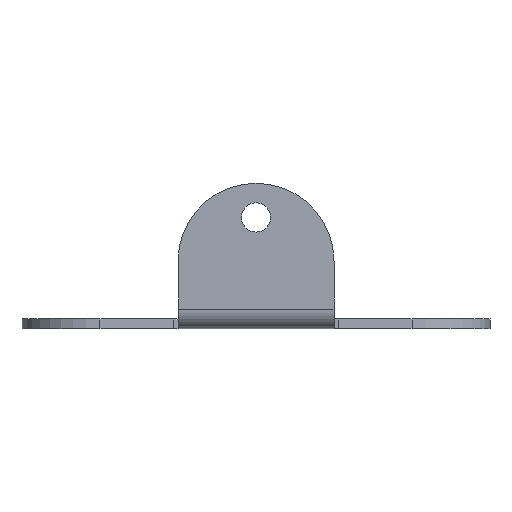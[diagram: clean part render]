
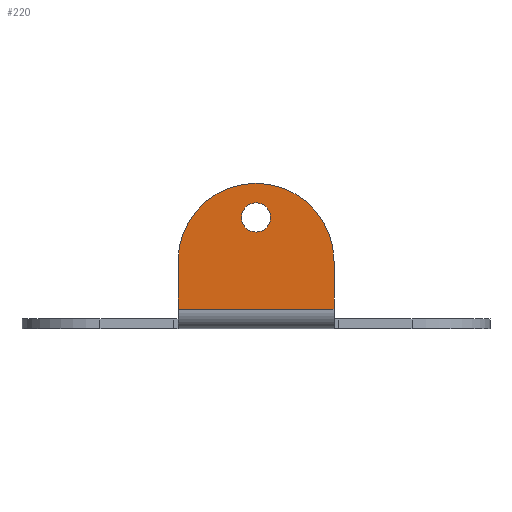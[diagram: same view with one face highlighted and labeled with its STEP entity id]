
A CAD part, front view. The second image highlights one B-rep face of the part: STEP entity #220.
In plain terms, the highlighted planar face has unit normal (0, -1, 0).
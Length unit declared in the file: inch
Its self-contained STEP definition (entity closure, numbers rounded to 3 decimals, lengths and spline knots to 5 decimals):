
#25 = EDGE_CURVE ( 'NONE', #1557, #1422, #986, .T. ) ;
#62 = ORIENTED_EDGE ( 'NONE', *, *, #25, .F. ) ;
#114 = CARTESIAN_POINT ( 'NONE',  ( 0.41881, -1.35406, 12.12613 ) ) ;
#123 = DIRECTION ( 'NONE',  ( 0., -1., 0. ) ) ;
#124 = DIRECTION ( 'NONE',  ( 0., 1., 0. ) ) ;
#143 = VECTOR ( 'NONE', #1073, 39.37008 ) ;
#176 = EDGE_LOOP ( 'NONE', ( #215, #62 ) ) ;
#213 = AXIS2_PLACEMENT_3D ( 'NONE', #1161, #519, #769 ) ;
#215 = ORIENTED_EDGE ( 'NONE', *, *, #1639, .F. ) ;
#220 = ADVANCED_FACE ( 'NONE', ( #905, #1411 ), #260, .F. ) ;
#244 = AXIS2_PLACEMENT_3D ( 'NONE', #358, #989, #974 ) ;
#260 = PLANE ( 'NONE',  #1303 ) ;
#312 = VERTEX_POINT ( 'NONE', #653 ) ;
#355 = DIRECTION ( 'NONE',  ( 0., -1., 0. ) ) ;
#358 = CARTESIAN_POINT ( 'NONE',  ( 0.41881, -1.35406, 12.31363 ) ) ;
#377 = EDGE_CURVE ( 'NONE', #563, #479, #778, .T. ) ;
#382 = EDGE_CURVE ( 'NONE', #977, #479, #930, .T. ) ;
#412 = AXIS2_PLACEMENT_3D ( 'NONE', #625, #355, #884 ) ;
#432 = ORIENTED_EDGE ( 'NONE', *, *, #1228, .T. ) ;
#435 = CIRCLE ( 'NONE', #244, 0.1875 ) ;
#479 = VERTEX_POINT ( 'NONE', #1020 ) ;
#501 = VECTOR ( 'NONE', #1029, 39.37008 ) ;
#519 = DIRECTION ( 'NONE',  ( 0., -1., 0. ) ) ;
#563 = VERTEX_POINT ( 'NONE', #1216 ) ;
#625 = CARTESIAN_POINT ( 'NONE',  ( 0.41881, -1.35406, 11.75094 ) ) ;
#630 = DIRECTION ( 'NONE',  ( -1., 0., 0. ) ) ;
#653 = CARTESIAN_POINT ( 'NONE',  ( 1.41881, -1.35406, 11.75094 ) ) ;
#656 = LINE ( 'NONE', #1204, #1579 ) ;
#763 = CARTESIAN_POINT ( 'NONE',  ( 1.41881, -1.35406, 11.37111 ) ) ;
#769 = DIRECTION ( 'NONE',  ( 0., 0., -1. ) ) ;
#778 = LINE ( 'NONE', #1545, #501 ) ;
#873 = DIRECTION ( 'NONE',  ( 0., 0., -1. ) ) ;
#875 = EDGE_LOOP ( 'NONE', ( #1476, #432, #999, #1590, #1336 ) ) ;
#884 = DIRECTION ( 'NONE',  ( 0., 0., -1. ) ) ;
#905 = FACE_BOUND ( 'NONE', #176, .T. ) ;
#930 = CIRCLE ( 'NONE', #213, 1. ) ;
#937 = CARTESIAN_POINT ( 'NONE',  ( 0.41881, -1.35406, 12.75094 ) ) ;
#964 = VERTEX_POINT ( 'NONE', #1184 ) ;
#974 = DIRECTION ( 'NONE',  ( 0., 0., -1. ) ) ;
#977 = VERTEX_POINT ( 'NONE', #937 ) ;
#986 = CIRCLE ( 'NONE', #1193, 0.1875 ) ;
#989 = DIRECTION ( 'NONE',  ( 0., -1., 0. ) ) ;
#999 = ORIENTED_EDGE ( 'NONE', *, *, #382, .T. ) ;
#1020 = CARTESIAN_POINT ( 'NONE',  ( -0.58119, -1.35406, 11.75094 ) ) ;
#1022 = CIRCLE ( 'NONE', #412, 1. ) ;
#1029 = DIRECTION ( 'NONE',  ( 0., 0., 1. ) ) ;
#1073 = DIRECTION ( 'NONE',  ( 0., 0., 1. ) ) ;
#1090 = CARTESIAN_POINT ( 'NONE',  ( 1.41881, -1.35406, 11.37111 ) ) ;
#1158 = CARTESIAN_POINT ( 'NONE',  ( 0.41881, -1.35406, 12.50113 ) ) ;
#1161 = CARTESIAN_POINT ( 'NONE',  ( 0.41881, -1.35406, 11.75094 ) ) ;
#1184 = CARTESIAN_POINT ( 'NONE',  ( 1.41881, -1.35406, 11.13675 ) ) ;
#1188 = LINE ( 'NONE', #1090, #143 ) ;
#1193 = AXIS2_PLACEMENT_3D ( 'NONE', #1361, #123, #873 ) ;
#1204 = CARTESIAN_POINT ( 'NONE',  ( 1.41881, -1.35406, 11.13675 ) ) ;
#1216 = CARTESIAN_POINT ( 'NONE',  ( -0.58119, -1.35406, 11.13675 ) ) ;
#1228 = EDGE_CURVE ( 'NONE', #312, #977, #1022, .T. ) ;
#1303 = AXIS2_PLACEMENT_3D ( 'NONE', #763, #124, #630 ) ;
#1336 = ORIENTED_EDGE ( 'NONE', *, *, #1451, .F. ) ;
#1361 = CARTESIAN_POINT ( 'NONE',  ( 0.41881, -1.35406, 12.31363 ) ) ;
#1411 = FACE_OUTER_BOUND ( 'NONE', #875, .T. ) ;
#1422 = VERTEX_POINT ( 'NONE', #1158 ) ;
#1451 = EDGE_CURVE ( 'NONE', #964, #563, #656, .T. ) ;
#1476 = ORIENTED_EDGE ( 'NONE', *, *, #1520, .T. ) ;
#1520 = EDGE_CURVE ( 'NONE', #964, #312, #1188, .T. ) ;
#1545 = CARTESIAN_POINT ( 'NONE',  ( -0.58119, -1.35406, 11.37111 ) ) ;
#1557 = VERTEX_POINT ( 'NONE', #114 ) ;
#1578 = DIRECTION ( 'NONE',  ( -1., 0., 0. ) ) ;
#1579 = VECTOR ( 'NONE', #1578, 39.37008 ) ;
#1590 = ORIENTED_EDGE ( 'NONE', *, *, #377, .F. ) ;
#1639 = EDGE_CURVE ( 'NONE', #1422, #1557, #435, .T. ) ;
